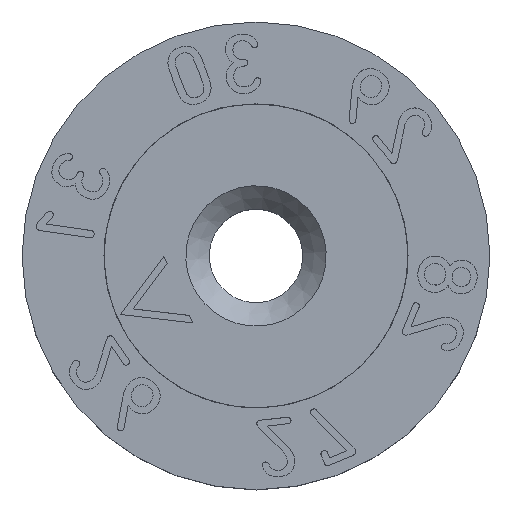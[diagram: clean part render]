
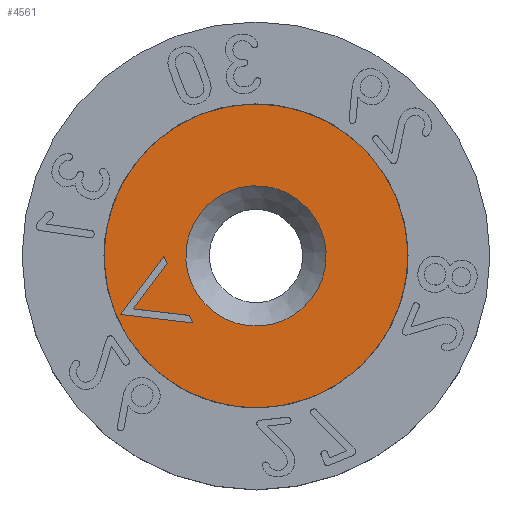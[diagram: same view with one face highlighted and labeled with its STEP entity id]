
A CAD part, top view. The second image highlights one B-rep face of the part: STEP entity #4561.
In plain terms, the highlighted planar face has unit normal (0, 0, 1).
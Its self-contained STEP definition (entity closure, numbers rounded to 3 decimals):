
#46=CIRCLE('',#4714,3.);
#49=CIRCLE('',#4719,6.5);
#73=FACE_BOUND('',#670,.T.);
#74=FACE_BOUND('',#671,.T.);
#151=PLANE('',#4718);
#399=FACE_OUTER_BOUND('',#669,.T.);
#669=EDGE_LOOP('',(#4132));
#670=EDGE_LOOP('',(#4133,#4134,#4135,#4136,#4137,#4138));
#671=EDGE_LOOP('',(#4139));
#988=LINE('',#8819,#1320);
#992=LINE('',#8827,#1324);
#995=LINE('',#8833,#1327);
#998=LINE('',#8839,#1330);
#1001=LINE('',#8845,#1333);
#1004=LINE('',#8850,#1336);
#1320=VECTOR('',#5211,10.);
#1324=VECTOR('',#5217,10.);
#1327=VECTOR('',#5222,10.);
#1330=VECTOR('',#5227,10.);
#1333=VECTOR('',#5232,10.);
#1336=VECTOR('',#5237,10.);
#2102=VERTEX_POINT('',#8817);
#2103=VERTEX_POINT('',#8818);
#2106=VERTEX_POINT('',#8826);
#2108=VERTEX_POINT('',#8832);
#2110=VERTEX_POINT('',#8838);
#2112=VERTEX_POINT('',#8844);
#2114=VERTEX_POINT('',#8854);
#2117=VERTEX_POINT('',#8864);
#2769=EDGE_CURVE('',#2102,#2103,#988,.T.);
#2773=EDGE_CURVE('',#2106,#2102,#992,.T.);
#2776=EDGE_CURVE('',#2108,#2106,#995,.T.);
#2779=EDGE_CURVE('',#2110,#2108,#998,.T.);
#2782=EDGE_CURVE('',#2112,#2110,#1001,.T.);
#2785=EDGE_CURVE('',#2103,#2112,#1004,.T.);
#2787=EDGE_CURVE('',#2114,#2114,#46,.T.);
#2792=EDGE_CURVE('',#2117,#2117,#49,.T.);
#4132=ORIENTED_EDGE('',*,*,#2792,.T.);
#4133=ORIENTED_EDGE('',*,*,#2769,.T.);
#4134=ORIENTED_EDGE('',*,*,#2785,.T.);
#4135=ORIENTED_EDGE('',*,*,#2782,.T.);
#4136=ORIENTED_EDGE('',*,*,#2779,.T.);
#4137=ORIENTED_EDGE('',*,*,#2776,.T.);
#4138=ORIENTED_EDGE('',*,*,#2773,.T.);
#4139=ORIENTED_EDGE('',*,*,#2787,.F.);
#4561=ADVANCED_FACE('',(#399,#73,#74),#151,.T.);
#4714=AXIS2_PLACEMENT_3D('',#8855,#5243,#5244);
#4718=AXIS2_PLACEMENT_3D('',#8863,#5253,#5254);
#4719=AXIS2_PLACEMENT_3D('',#8865,#5255,#5256);
#5211=DIRECTION('',(-0.866,-0.5,0.));
#5217=DIRECTION('',(0.,-1.,0.));
#5222=DIRECTION('',(0.866,0.5,0.));
#5227=DIRECTION('',(-0.866,0.5,0.));
#5232=DIRECTION('',(0.,-1.,0.));
#5237=DIRECTION('',(0.866,-0.5,0.));
#5243=DIRECTION('center_axis',(0.,0.,1.));
#5244=DIRECTION('ref_axis',(-1.,0.,0.));
#5253=DIRECTION('center_axis',(0.,0.,1.));
#5254=DIRECTION('ref_axis',(1.,0.,0.));
#5255=DIRECTION('center_axis',(0.,0.,1.));
#5256=DIRECTION('ref_axis',(1.,0.,0.));
#8817=CARTESIAN_POINT('',(-3.621,1.208,4.8));
#8818=CARTESIAN_POINT('',(-5.714,0.,4.8));
#8819=CARTESIAN_POINT('',(-2.525,1.841,4.8));
#8826=CARTESIAN_POINT('',(-3.621,1.555,4.8));
#8827=CARTESIAN_POINT('',(-3.621,0.777,4.8));
#8832=CARTESIAN_POINT('',(-6.314,0.,4.8));
#8833=CARTESIAN_POINT('',(-3.946,1.367,4.8));
#8838=CARTESIAN_POINT('',(-3.621,-1.555,4.8));
#8839=CARTESIAN_POINT('',(-2.6,-2.144,4.8));
#8844=CARTESIAN_POINT('',(-3.621,-1.208,4.8));
#8845=CARTESIAN_POINT('',(-3.621,-0.604,4.8));
#8850=CARTESIAN_POINT('',(-3.571,-1.237,4.8));
#8854=CARTESIAN_POINT('',(3.,0.,4.8));
#8855=CARTESIAN_POINT('Origin',(0.,0.,4.8));
#8863=CARTESIAN_POINT('Origin',(0.,0.,4.8));
#8864=CARTESIAN_POINT('',(-6.5,0.,4.8));
#8865=CARTESIAN_POINT('Origin',(0.,0.,4.8));
